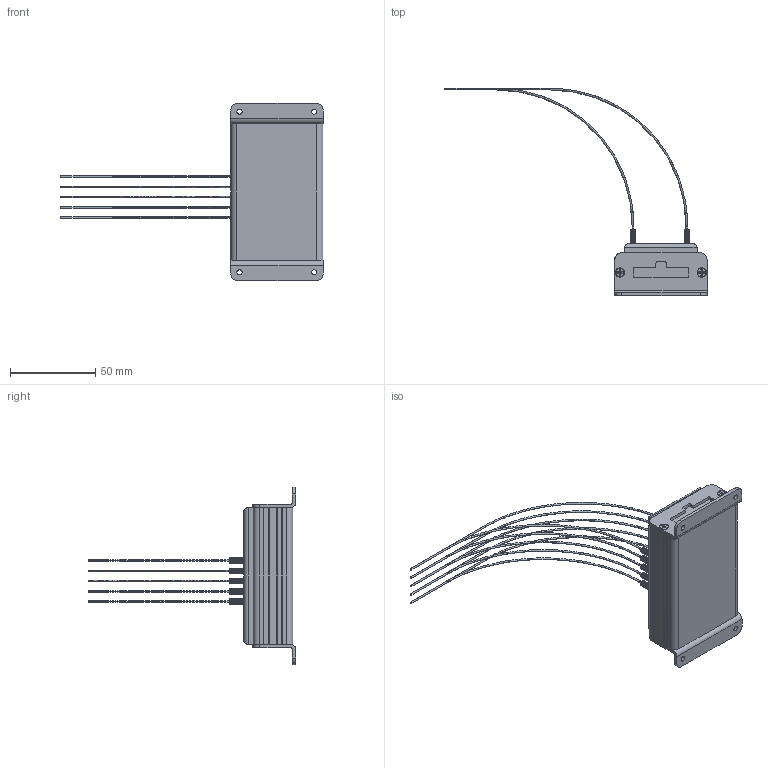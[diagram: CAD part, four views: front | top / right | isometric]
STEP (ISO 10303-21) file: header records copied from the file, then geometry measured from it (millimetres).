
FILE_DESCRIPTION (( 'STEP AP214' ), '1' );
FILE_NAME ('31211~0.STEP', '2018-12-19T15:25:11', ( '' ), ( '' ), 'SwSTEP 2.0', 'SolidWorks 2018', '' );
FILE_SCHEMA (( 'AUTOMOTIVE_DESIGN' ));
Length unit declared in the file: millimetre
Products named in the file (1): 31211~0
Bounding box: 153.37 x 121.35 x 104 mm (x, y, z)
Volume: 97254.8 mm3; surface area: 48713.2 mm2
Topology: 28 solids, 28 shells, 1201 faces, 3295 edges, 2174 vertices
Faces by surface type: cylinder 923, plane 182, cone 56, bspline 40
Entity records: 53731 total; most frequent: CARTESIAN_POINT 8235, DIRECTION 7369, ORIENTED_EDGE 6582, EDGE_CURVE 3291, AXIS2_PLACEMENT_3D 3068, VERTEX_POINT 2174, CIRCLE 1906, EDGE_LOOP 1273
